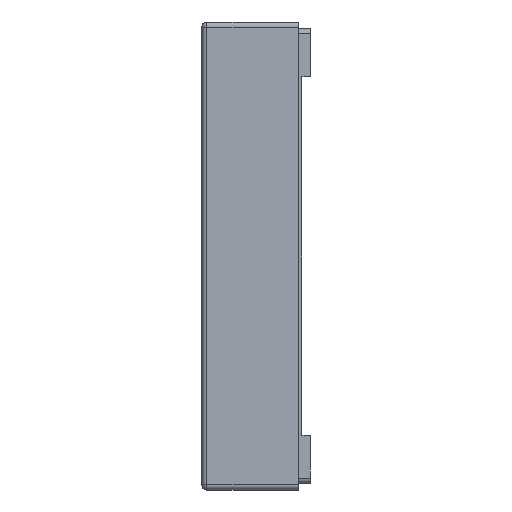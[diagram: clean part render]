
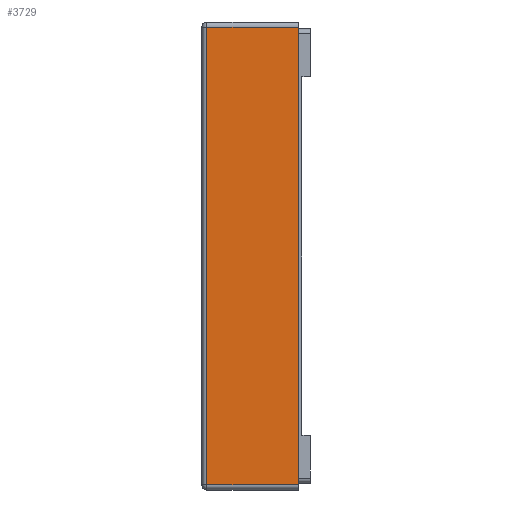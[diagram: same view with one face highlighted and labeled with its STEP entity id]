
A CAD part, left-side view. The second image highlights one B-rep face of the part: STEP entity #3729.
In plain terms, the highlighted planar face has unit normal (-1, 0, 0).
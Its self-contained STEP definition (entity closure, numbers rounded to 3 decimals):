
#234=PLANE('',#4149);
#404=FACE_OUTER_BOUND('',#778,.T.);
#778=EDGE_LOOP('',(#3158,#3159,#3160,#3161));
#941=LINE('',#5937,#1207);
#965=LINE('',#6030,#1231);
#972=LINE('',#6054,#1238);
#976=LINE('',#6060,#1242);
#1207=VECTOR('',#4898,10.);
#1231=VECTOR('',#5006,10.);
#1238=VECTOR('',#5035,10.);
#1242=VECTOR('',#5043,10.);
#1813=VERTEX_POINT('',#5934);
#1814=VERTEX_POINT('',#5936);
#1841=VERTEX_POINT('',#6026);
#1845=VERTEX_POINT('',#6046);
#2234=EDGE_CURVE('',#1813,#1814,#941,.T.);
#2281=EDGE_CURVE('',#1841,#1814,#965,.T.);
#2294=EDGE_CURVE('',#1845,#1813,#972,.T.);
#2298=EDGE_CURVE('',#1841,#1845,#976,.T.);
#3158=ORIENTED_EDGE('',*,*,#2281,.T.);
#3159=ORIENTED_EDGE('',*,*,#2234,.F.);
#3160=ORIENTED_EDGE('',*,*,#2294,.F.);
#3161=ORIENTED_EDGE('',*,*,#2298,.F.);
#3729=ADVANCED_FACE('',(#404),#234,.T.);
#4149=AXIS2_PLACEMENT_3D('',#6070,#5060,#5061);
#4898=DIRECTION('',(0.,0.,-1.));
#5006=DIRECTION('',(0.,-1.,0.));
#5035=DIRECTION('',(0.,-1.,0.));
#5043=DIRECTION('',(0.,0.,1.));
#5060=DIRECTION('center_axis',(-1.,0.,0.));
#5061=DIRECTION('ref_axis',(0.,0.,1.));
#5934=CARTESIAN_POINT('',(-0.409,0.694,27.289));
#5936=CARTESIAN_POINT('',(-0.409,0.694,-0.111));
#5937=CARTESIAN_POINT('',(-0.409,0.694,-0.411));
#6026=CARTESIAN_POINT('',(-0.409,6.194,-0.111));
#6030=CARTESIAN_POINT('',(-0.409,1.494,-0.111));
#6046=CARTESIAN_POINT('',(-0.409,6.194,27.289));
#6054=CARTESIAN_POINT('',(-0.409,1.494,27.289));
#6060=CARTESIAN_POINT('',(-0.409,6.194,6.589));
#6070=CARTESIAN_POINT('Origin',(-0.409,1.494,-0.411));
